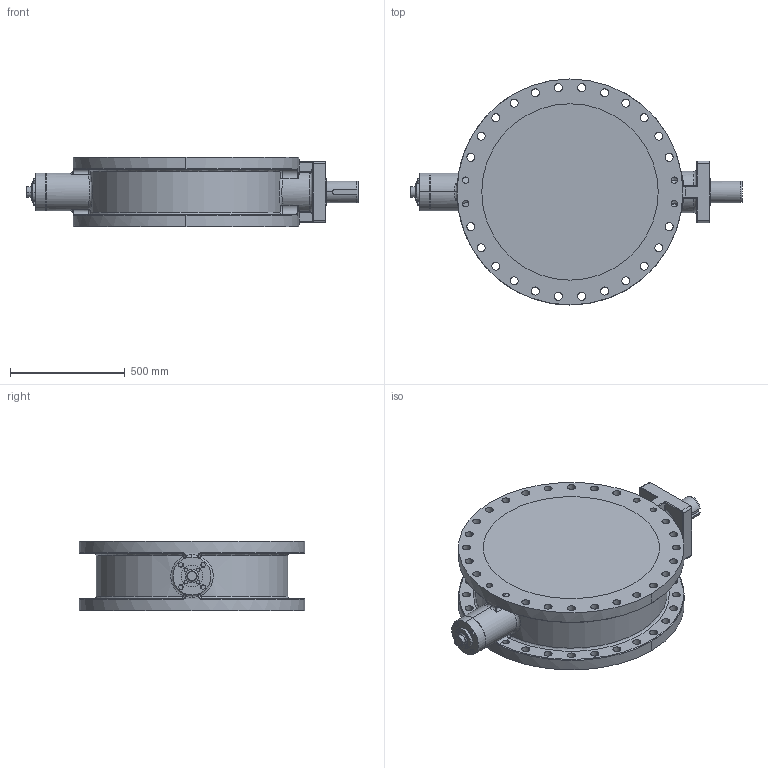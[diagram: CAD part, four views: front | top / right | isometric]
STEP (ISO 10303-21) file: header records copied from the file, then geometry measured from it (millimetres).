
FILE_DESCRIPTION((''),'2;1');
FILE_NAME('A2030_SW0001','2020-08-28T14:10:35',('tomb'),(''),'CREO PARAMETRIC BY PTC INC, 2020053','CREO PARAMETRIC BY PTC INC, 2020053','');
FILE_SCHEMA(('CONFIG_CONTROL_DESIGN'));
Length unit declared in the file: inch
Products named in the file (1): A2030_SW0001
Bounding box: 1446.2 x 984.25 x 304.8 mm (x, y, z)
Volume: 60347094.5 mm3; surface area: 5439180.8 mm2
Topology: 2 solids, 2 shells, 523 faces, 1292 edges, 794 vertices
Faces by surface type: cylinder 235, plane 123, cone 75, bspline 52, torus 28, sphere 10
Entity records: 24432 total; most frequent: CARTESIAN_POINT 11990, DIRECTION 2606, ORIENTED_EDGE 2568, EDGE_CURVE 1284, AXIS2_PLACEMENT_3D 1080, VERTEX_POINT 794, EDGE_LOOP 668, CIRCLE 609
